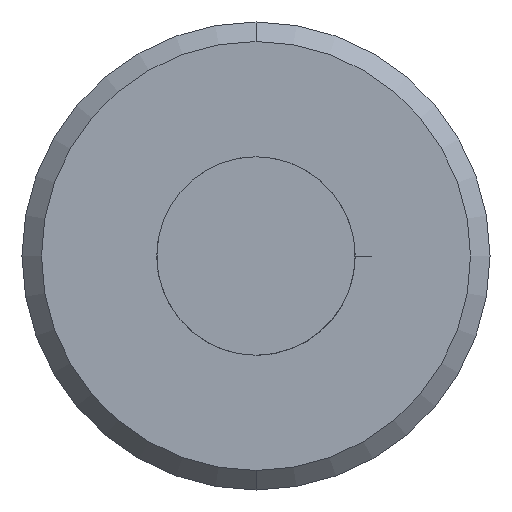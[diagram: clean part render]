
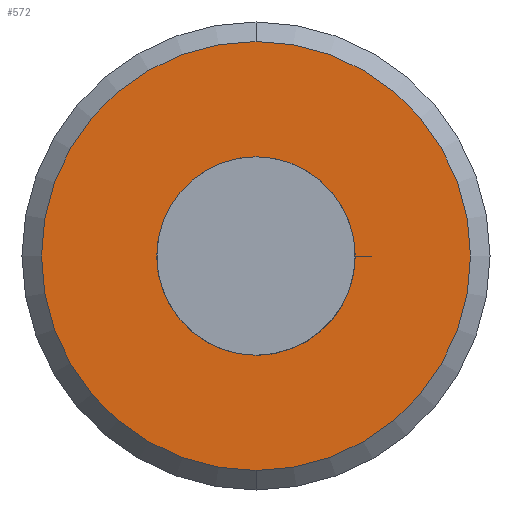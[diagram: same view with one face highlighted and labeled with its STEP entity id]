
A CAD part, front view. The second image highlights one B-rep face of the part: STEP entity #572.
In plain terms, the highlighted planar face has unit normal (0, -1, 0).
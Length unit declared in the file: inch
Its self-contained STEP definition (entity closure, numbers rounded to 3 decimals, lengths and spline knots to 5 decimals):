
#327 = CARTESIAN_POINT ( 'NONE',  ( 0., -0.96, 0. ) ) ;
#572 = ADVANCED_FACE ( 'NONE', ( #9543, #5843 ), #9316, .F. ) ;
#746 = ORIENTED_EDGE ( 'NONE', *, *, #9334, .T. ) ;
#1108 = CIRCLE ( 'NONE', #8683, 0.17187 ) ;
#1817 = DIRECTION ( 'NONE',  ( 0., 0., 1. ) ) ;
#1842 = DIRECTION ( 'NONE',  ( 0., 1., 0. ) ) ;
#1849 = VERTEX_POINT ( 'NONE', #10906 ) ;
#2236 = CIRCLE ( 'NONE', #11082, 0.0795 ) ;
#2534 = CIRCLE ( 'NONE', #3616, 0.0795 ) ;
#2550 = DIRECTION ( 'NONE',  ( 0., -1., 0. ) ) ;
#2751 = DIRECTION ( 'NONE',  ( 0., -1., 0. ) ) ;
#3026 = DIRECTION ( 'NONE',  ( 0., 1., 0. ) ) ;
#3384 = EDGE_CURVE ( 'NONE', #1849, #3750, #2236, .T. ) ;
#3616 = AXIS2_PLACEMENT_3D ( 'NONE', #10379, #1842, #4269 ) ;
#3750 = VERTEX_POINT ( 'NONE', #5663 ) ;
#3788 = CIRCLE ( 'NONE', #4509, 0.0795 ) ;
#4269 = DIRECTION ( 'NONE',  ( 0., 0., 1. ) ) ;
#4509 = AXIS2_PLACEMENT_3D ( 'NONE', #327, #3026, #6470 ) ;
#4774 = EDGE_LOOP ( 'NONE', ( #5573, #10001, #746 ) ) ;
#4907 = ORIENTED_EDGE ( 'NONE', *, *, #9685, .T. ) ;
#5003 = CARTESIAN_POINT ( 'NONE',  ( 0., -0.96, 0. ) ) ;
#5070 = DIRECTION ( 'NONE',  ( 0., 1., 0. ) ) ;
#5166 = CARTESIAN_POINT ( 'NONE',  ( 0., -0.96, 0. ) ) ;
#5573 = ORIENTED_EDGE ( 'NONE', *, *, #3384, .T. ) ;
#5663 = CARTESIAN_POINT ( 'NONE',  ( 0., -0.96, -0.0795 ) ) ;
#5843 = FACE_OUTER_BOUND ( 'NONE', #7598, .T. ) ;
#5910 = CARTESIAN_POINT ( 'NONE',  ( 0., -0.96, 0. ) ) ;
#6023 = ORIENTED_EDGE ( 'NONE', *, *, #10160, .T. ) ;
#6025 = DIRECTION ( 'NONE',  ( 0., 0., 1. ) ) ;
#6123 = VERTEX_POINT ( 'NONE', #11131 ) ;
#6317 = CARTESIAN_POINT ( 'NONE',  ( 0., -0.96, 0.17187 ) ) ;
#6470 = DIRECTION ( 'NONE',  ( 0., 0., 1. ) ) ;
#6697 = VERTEX_POINT ( 'NONE', #6317 ) ;
#6867 = CIRCLE ( 'NONE', #10480, 0.17187 ) ;
#7598 = EDGE_LOOP ( 'NONE', ( #6023, #4907 ) ) ;
#8530 = DIRECTION ( 'NONE',  ( 0., 0., 1. ) ) ;
#8643 = VERTEX_POINT ( 'NONE', #11120 ) ;
#8683 = AXIS2_PLACEMENT_3D ( 'NONE', #9565, #2550, #1817 ) ;
#8916 = AXIS2_PLACEMENT_3D ( 'NONE', #5003, #10275, #6025 ) ;
#9316 = PLANE ( 'NONE',  #8916 ) ;
#9334 = EDGE_CURVE ( 'NONE', #6123, #1849, #3788, .T. ) ;
#9543 = FACE_BOUND ( 'NONE', #4774, .T. ) ;
#9565 = CARTESIAN_POINT ( 'NONE',  ( 0., -0.96, 0. ) ) ;
#9685 = EDGE_CURVE ( 'NONE', #8643, #6697, #1108, .T. ) ;
#10001 = ORIENTED_EDGE ( 'NONE', *, *, #10163, .T. ) ;
#10160 = EDGE_CURVE ( 'NONE', #6697, #8643, #6867, .T. ) ;
#10163 = EDGE_CURVE ( 'NONE', #3750, #6123, #2534, .T. ) ;
#10275 = DIRECTION ( 'NONE',  ( 0., 1., 0. ) ) ;
#10379 = CARTESIAN_POINT ( 'NONE',  ( 0., -0.96, 0. ) ) ;
#10480 = AXIS2_PLACEMENT_3D ( 'NONE', #5166, #2751, #11166 ) ;
#10906 = CARTESIAN_POINT ( 'NONE',  ( 0.0795, -0.96, 0. ) ) ;
#11082 = AXIS2_PLACEMENT_3D ( 'NONE', #5910, #5070, #8530 ) ;
#11120 = CARTESIAN_POINT ( 'NONE',  ( 0., -0.96, -0.17187 ) ) ;
#11131 = CARTESIAN_POINT ( 'NONE',  ( 0., -0.96, 0.0795 ) ) ;
#11166 = DIRECTION ( 'NONE',  ( 0., 0., 1. ) ) ;
